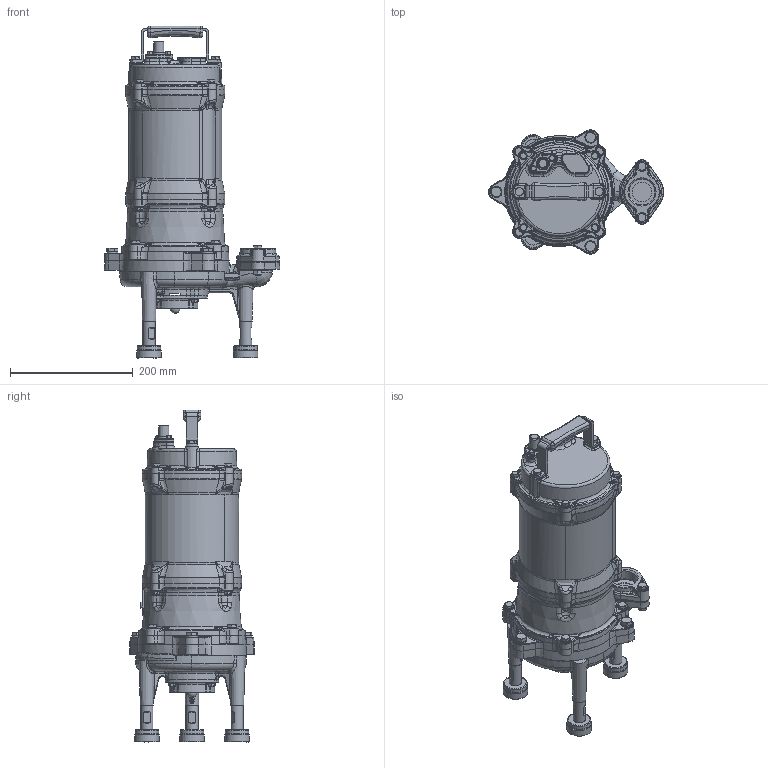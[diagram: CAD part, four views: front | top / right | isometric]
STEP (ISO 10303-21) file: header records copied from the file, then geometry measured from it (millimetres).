
FILE_DESCRIPTION(/* description */ (''),/* implementation_level */ '2;1');
FILE_NAME(/* name */ '32GF21.5 3ψ-2016-12-01.stp',/* time_stamp */ '2016-12-01T14:22:07+08:00',/* author */ (''),/* organization */ (''),/* preprocessor_version */ 'ST-DEVELOPER v16',/* originating_system */ 'SIEMENS PLM Software NX 10.0',/* authorisation */ '');
FILE_SCHEMA (('AP203_CONFIGURATION_CONTROLLED_3D_DESIGN_OF_MECHANICAL_PARTS_AND_ASSEMBLIES_MIM_LF { 1 0 10303 403 2 1 2}'));
Products named in the file (1): user12206BEAhd70
Bounding box: 285.68 x 203.32 x 541.2 mm (x, y, z)
Volume: 8001493.6 mm3; surface area: 620622.3 mm2
Topology: 74 solids, 74 shells, 2421 faces, 5768 edges, 3470 vertices
Faces by surface type: bspline 821, plane 634, cone 388, cylinder 352, torus 200, sphere 25, extrusion 1
Full cylindrical faces by diameter (mm): 4.2 x2, 5 x14, 5.15 x2, 5.4 x2, 5.8 x4, 6 x12, 6.5 x4, 6.75 x4, 6.8 x4, 7 x8, 8 x14, 8.5 x3, 9 x8, 9.5 x2, 9.8 x2, 10 x8, 12 x3, 12.4 x4, 13 x3, 13.5 x3, 16 x1, 17 x4, 20 x3, 21 x3, 27 x1, 32 x1, 36 x3, 38.4 x3, 40 x3, 41.91 x1
Entity records: 102018 total; most frequent: CARTESIAN_POINT 55438, ORIENTED_EDGE 10772, DIRECTION 7663, EDGE_CURVE 5386, VERTEX_POINT 3389, AXIS2_PLACEMENT_3D 3267, EDGE_LOOP 2821, ADVANCED_FACE 2420
